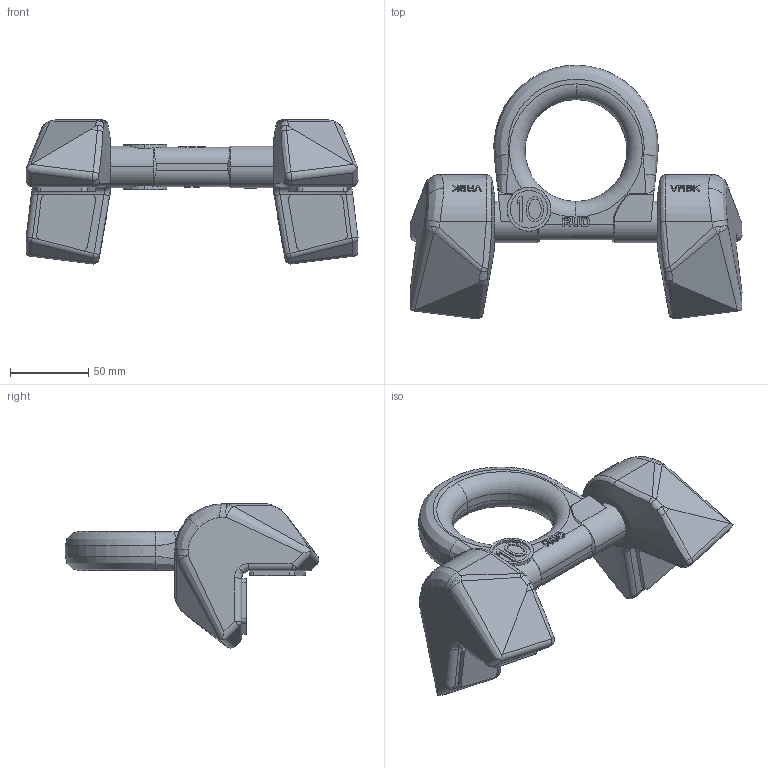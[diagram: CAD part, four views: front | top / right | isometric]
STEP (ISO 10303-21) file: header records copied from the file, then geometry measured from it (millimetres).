
FILE_DESCRIPTION((''),'2;1');
FILE_NAME('001-M34421-P-1_ASM','2013-11-08T',('Andreas.Wendler'),(''),'PRO/ENGINEER BY PARAMETRIC TECHNOLOGY CORPORATION, 2010140','PRO/ENGINEER BY PARAMETRIC TECHNOLOGY CORPORATION, 2010140','');
FILE_SCHEMA(('CONFIG_CONTROL_DESIGN'));
Length unit declared in the file: millimetre
Products named in the file (3): 001-M34114-P-1; 001-M31826-P1; 001-M34421-P-1_ASM
Assembly tree (3 placements, depth 2):
  001-M34421-P-1_ASM
    001-M34114-P-1  x2
    001-M31826-P1
Bounding box: 211.9 x 161.89 x 91.92 mm (x, y, z)
Volume: 581097.3 mm3; surface area: 77378.2 mm2
Topology: 3 solids, 3 shells, 658 faces, 1774 edges, 1150 vertices
Faces by surface type: plane 423, cylinder 83, bspline 66, extrusion 52, torus 12, sphere 12, cone 10
Entity records: 18710 total; most frequent: CARTESIAN_POINT 7054, ORIENTED_EDGE 2628, DIRECTION 2021, EDGE_CURVE 1314, VECTOR 887, VERTEX_POINT 857, LINE 835, AXIS2_PLACEMENT_3D 567
